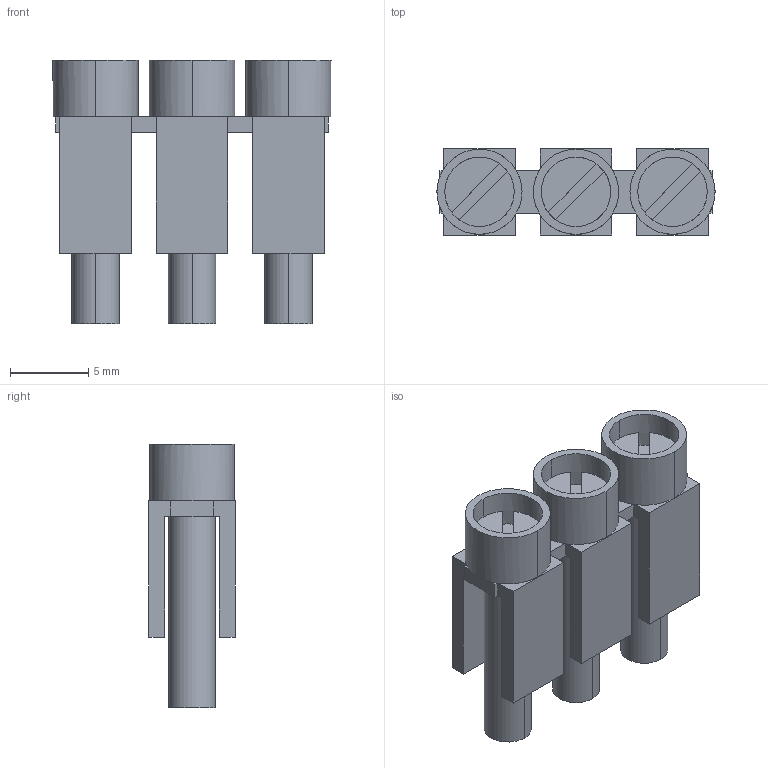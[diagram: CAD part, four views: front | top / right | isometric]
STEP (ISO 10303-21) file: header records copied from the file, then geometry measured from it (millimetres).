
FILE_DESCRIPTION(('Creo Elements/Direct Modeling STEP Export'),'2;1');
FILE_NAME('model.stp','2020-04-02T 0:19:03',(''),(''),'Creo Elements/Direct Modeling STEP processor for AP214 (Solid Model)','Creo Elements/Direct Modeling 20.1A 29-Sep-2018 (C) Parametric Technology GmbH','');
FILE_SCHEMA(('AUTOMOTIVE_DESIGN { 1 0 10303 214 1 1 1 1 }'));
Length unit declared in the file: millimetre
Products named in the file (2): FBI_3_6-select
Assembly tree (1 placements, depth 2):
  FBI_3_6-select
    FBI_3_6-select
Bounding box: 17.73 x 5.5 x 16.8 mm (x, y, z)
Volume: 729.8 mm3; surface area: 1358.8 mm2
Topology: 1 solids, 1 shells, 106 faces, 266 edges, 168 vertices
Faces by surface type: plane 88, cylinder 18
Entity records: 3565 total; most frequent: ORIENTED_EDGE 532, CARTESIAN_POINT 446, DIRECTION 376, EDGE_CURVE 266, VECTOR 180, LINE 180, VERTEX_POINT 168, EDGE_LOOP 112
